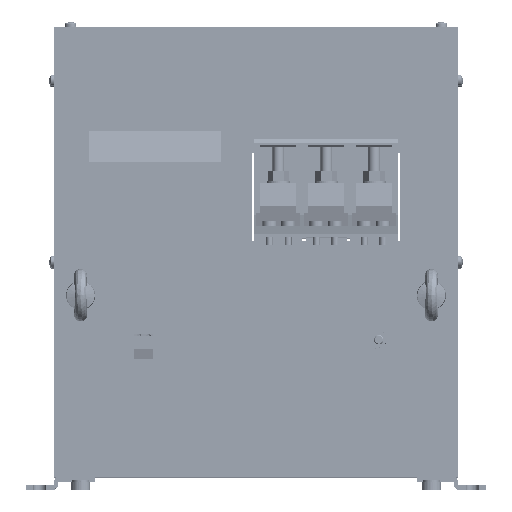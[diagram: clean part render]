
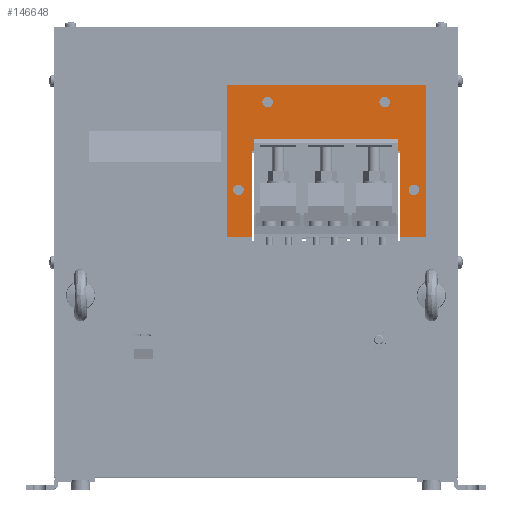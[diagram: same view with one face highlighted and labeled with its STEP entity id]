
A CAD part, top view. The second image highlights one B-rep face of the part: STEP entity #146648.
In plain terms, the highlighted planar face has unit normal (0, 0, 1).
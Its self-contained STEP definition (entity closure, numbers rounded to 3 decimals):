
#1282 = LINE ( 'NONE', #92164, #178679 ) ;
#2082 = LINE ( 'NONE', #147324, #179668 ) ;
#2523 = DIRECTION ( 'NONE',  ( 0., 0., 1. ) ) ;
#3409 = ORIENTED_EDGE ( 'NONE', *, *, #13984, .T. ) ;
#4399 = VERTEX_POINT ( 'NONE', #23816 ) ;
#8446 = DIRECTION ( 'NONE',  ( 0., 1., 0. ) ) ;
#10087 = EDGE_CURVE ( 'NONE', #163008, #116999, #200592, .T. ) ;
#10607 = ORIENTED_EDGE ( 'NONE', *, *, #188380, .F. ) ;
#10968 = VERTEX_POINT ( 'NONE', #86717 ) ;
#13984 = EDGE_CURVE ( 'NONE', #24514, #172635, #37307, .T. ) ;
#14277 = CIRCLE ( 'NONE', #152003, 4.5 ) ;
#14640 = PLANE ( 'NONE',  #105663 ) ;
#17285 = EDGE_LOOP ( 'NONE', ( #89801, #51980 ) ) ;
#19277 = VERTEX_POINT ( 'NONE', #197335 ) ;
#20945 = LINE ( 'NONE', #26961, #33718 ) ;
#21016 = CIRCLE ( 'NONE', #60056, 4.5 ) ;
#22954 = CARTESIAN_POINT ( 'NONE',  ( -15.001, 53.879, 417. ) ) ;
#23075 = ORIENTED_EDGE ( 'NONE', *, *, #77521, .F. ) ;
#23816 = CARTESIAN_POINT ( 'NONE',  ( 139.499, 53.879, 417. ) ) ;
#24249 = LINE ( 'NONE', #125438, #80748 ) ;
#24514 = VERTEX_POINT ( 'NONE', #150483 ) ;
#26961 = CARTESIAN_POINT ( 'NONE',  ( 144.999, 13.879, 417. ) ) ;
#29842 = CARTESIAN_POINT ( 'NONE',  ( -15.001, 53.879, 417. ) ) ;
#31980 = EDGE_CURVE ( 'NONE', #188065, #59356, #21016, .T. ) ;
#32752 = DIRECTION ( 'NONE',  ( 0., 0., 1. ) ) ;
#33718 = VECTOR ( 'NONE', #191521, 1000. ) ;
#34457 = CARTESIAN_POINT ( 'NONE',  ( 109.999, 128.879, 417. ) ) ;
#36601 = DIRECTION ( 'NONE',  ( 0., 0., 1. ) ) ;
#37131 = EDGE_CURVE ( 'NONE', #59356, #188065, #14277, .T. ) ;
#37307 = LINE ( 'NONE', #150563, #57945 ) ;
#37946 = ORIENTED_EDGE ( 'NONE', *, *, #186895, .T. ) ;
#38737 = FACE_BOUND ( 'NONE', #17285, .T. ) ;
#41884 = DIRECTION ( 'NONE',  ( 0., -1., 0. ) ) ;
#42215 = CARTESIAN_POINT ( 'NONE',  ( -25.001, 143.879, 417. ) ) ;
#44954 = ORIENTED_EDGE ( 'NONE', *, *, #126653, .F. ) ;
#47528 = DIRECTION ( 'NONE',  ( -1., 0., 0. ) ) ;
#49332 = CARTESIAN_POINT ( 'NONE',  ( 9.999, 128.879, 417. ) ) ;
#51980 = ORIENTED_EDGE ( 'NONE', *, *, #176387, .F. ) ;
#53331 = CIRCLE ( 'NONE', #149924, 4.5 ) ;
#54852 = CARTESIAN_POINT ( 'NONE',  ( -10.501, 53.879, 417. ) ) ;
#55261 = CARTESIAN_POINT ( 'NONE',  ( 114.499, 128.879, 417. ) ) ;
#55445 = EDGE_LOOP ( 'NONE', ( #128580, #3409, #111944, #137301, #44954, #141198, #23075, #37946 ) ) ;
#57067 = CARTESIAN_POINT ( 'NONE',  ( 130.499, 53.879, 417. ) ) ;
#57945 = VECTOR ( 'NONE', #167129, 1000. ) ;
#59121 = EDGE_LOOP ( 'NONE', ( #189729, #132539 ) ) ;
#59356 = VERTEX_POINT ( 'NONE', #90587 ) ;
#59646 = DIRECTION ( 'NONE',  ( -1., 0., 0. ) ) ;
#60056 = AXIS2_PLACEMENT_3D ( 'NONE', #29842, #176458, #93794 ) ;
#62494 = ORIENTED_EDGE ( 'NONE', *, *, #37131, .F. ) ;
#62596 = CARTESIAN_POINT ( 'NONE',  ( 144.999, 143.879, 417. ) ) ;
#64734 = DIRECTION ( 'NONE',  ( 0., 1., 0. ) ) ;
#66547 = ORIENTED_EDGE ( 'NONE', *, *, #31980, .F. ) ;
#69588 = DIRECTION ( 'NONE',  ( -1., 0., 0. ) ) ;
#70365 = DIRECTION ( 'NONE',  ( -1., 0., 0. ) ) ;
#71659 = DIRECTION ( 'NONE',  ( -1., 0., 0. ) ) ;
#73782 = DIRECTION ( 'NONE',  ( 0., 0., 1. ) ) ;
#75495 = CARTESIAN_POINT ( 'NONE',  ( -25.001, 13.879, 417. ) ) ;
#77521 = EDGE_CURVE ( 'NONE', #10968, #103050, #194896, .T. ) ;
#77831 = EDGE_CURVE ( 'NONE', #24514, #209783, #130260, .T. ) ;
#80748 = VECTOR ( 'NONE', #192282, 1000. ) ;
#82174 = CIRCLE ( 'NONE', #98112, 4.5 ) ;
#84171 = CIRCLE ( 'NONE', #175037, 4.5 ) ;
#85447 = DIRECTION ( 'NONE',  ( 0., 0., 1. ) ) ;
#86717 = CARTESIAN_POINT ( 'NONE',  ( -3.501, 13.879, 417. ) ) ;
#89801 = ORIENTED_EDGE ( 'NONE', *, *, #10087, .F. ) ;
#90404 = EDGE_CURVE ( 'NONE', #4399, #146484, #84171, .T. ) ;
#90587 = CARTESIAN_POINT ( 'NONE',  ( -19.501, 53.879, 417. ) ) ;
#92164 = CARTESIAN_POINT ( 'NONE',  ( 144.999, 143.879, 417. ) ) ;
#92820 = EDGE_LOOP ( 'NONE', ( #10607, #114172 ) ) ;
#93794 = DIRECTION ( 'NONE',  ( -1., 0., 0. ) ) ;
#97084 = CARTESIAN_POINT ( 'NONE',  ( 109.999, 128.879, 417. ) ) ;
#98112 = AXIS2_PLACEMENT_3D ( 'NONE', #34457, #85447, #69588 ) ;
#103050 = VERTEX_POINT ( 'NONE', #75495 ) ;
#105663 = AXIS2_PLACEMENT_3D ( 'NONE', #208759, #146083, #156160 ) ;
#106160 = CARTESIAN_POINT ( 'NONE',  ( 9.999, 128.879, 417. ) ) ;
#111944 = ORIENTED_EDGE ( 'NONE', *, *, #174133, .F. ) ;
#112325 = EDGE_CURVE ( 'NONE', #146484, #4399, #200491, .T. ) ;
#113961 = VERTEX_POINT ( 'NONE', #180859 ) ;
#114172 = ORIENTED_EDGE ( 'NONE', *, *, #198192, .F. ) ;
#116224 = AXIS2_PLACEMENT_3D ( 'NONE', #97084, #145937, #47528 ) ;
#116999 = VERTEX_POINT ( 'NONE', #189387 ) ;
#119844 = CIRCLE ( 'NONE', #116224, 4.5 ) ;
#120997 = FACE_OUTER_BOUND ( 'NONE', #55445, .T. ) ;
#125438 = CARTESIAN_POINT ( 'NONE',  ( 144.999, 143.879, 417. ) ) ;
#126653 = EDGE_CURVE ( 'NONE', #113961, #208900, #24249, .T. ) ;
#128387 = VERTEX_POINT ( 'NONE', #55261 ) ;
#128580 = ORIENTED_EDGE ( 'NONE', *, *, #77831, .F. ) ;
#130260 = LINE ( 'NONE', #187148, #189495 ) ;
#131516 = VECTOR ( 'NONE', #8446, 1000. ) ;
#131899 = DIRECTION ( 'NONE',  ( -1., 0., 0. ) ) ;
#132539 = ORIENTED_EDGE ( 'NONE', *, *, #90404, .F. ) ;
#134187 = DIRECTION ( 'NONE',  ( 0., 0., 1. ) ) ;
#137301 = ORIENTED_EDGE ( 'NONE', *, *, #189017, .F. ) ;
#141198 = ORIENTED_EDGE ( 'NONE', *, *, #155314, .F. ) ;
#143288 = CARTESIAN_POINT ( 'NONE',  ( -3.501, 86.879, 417. ) ) ;
#145937 = DIRECTION ( 'NONE',  ( 0., 0., 1. ) ) ;
#146083 = DIRECTION ( 'NONE',  ( 0., 0., -1. ) ) ;
#146484 = VERTEX_POINT ( 'NONE', #57067 ) ;
#146648 = ADVANCED_FACE ( 'NONE', ( #198187, #38737, #203351, #120997, #175041 ), #14640, .F. ) ;
#147324 = CARTESIAN_POINT ( 'NONE',  ( -3.501, 122.249, 417. ) ) ;
#149924 = AXIS2_PLACEMENT_3D ( 'NONE', #49332, #2523, #131899 ) ;
#150483 = CARTESIAN_POINT ( 'NONE',  ( 123.499, 86.879, 417. ) ) ;
#150563 = CARTESIAN_POINT ( 'NONE',  ( 123.499, 122.249, 417. ) ) ;
#150717 = CARTESIAN_POINT ( 'NONE',  ( 134.999, 53.879, 417. ) ) ;
#152003 = AXIS2_PLACEMENT_3D ( 'NONE', #22954, #36601, #70365 ) ;
#155314 = EDGE_CURVE ( 'NONE', #103050, #113961, #180444, .T. ) ;
#156160 = DIRECTION ( 'NONE',  ( -1., 0., 0. ) ) ;
#158149 = AXIS2_PLACEMENT_3D ( 'NONE', #164287, #32752, #181496 ) ;
#158487 = EDGE_LOOP ( 'NONE', ( #62494, #66547 ) ) ;
#163008 = VERTEX_POINT ( 'NONE', #170361 ) ;
#164287 = CARTESIAN_POINT ( 'NONE',  ( 134.999, 53.879, 417. ) ) ;
#167129 = DIRECTION ( 'NONE',  ( 0., -1., 0. ) ) ;
#168402 = VERTEX_POINT ( 'NONE', #210708 ) ;
#170361 = CARTESIAN_POINT ( 'NONE',  ( 5.499, 128.879, 417. ) ) ;
#172635 = VERTEX_POINT ( 'NONE', #205469 ) ;
#174133 = EDGE_CURVE ( 'NONE', #168402, #172635, #20945, .T. ) ;
#175037 = AXIS2_PLACEMENT_3D ( 'NONE', #150717, #134187, #200359 ) ;
#175041 = FACE_BOUND ( 'NONE', #59121, .T. ) ;
#176387 = EDGE_CURVE ( 'NONE', #116999, #163008, #53331, .T. ) ;
#176458 = DIRECTION ( 'NONE',  ( 0., 0., 1. ) ) ;
#178679 = VECTOR ( 'NONE', #41884, 1000. ) ;
#179257 = AXIS2_PLACEMENT_3D ( 'NONE', #106160, #73782, #71659 ) ;
#179668 = VECTOR ( 'NONE', #64734, 1000. ) ;
#180444 = LINE ( 'NONE', #42215, #131516 ) ;
#180859 = CARTESIAN_POINT ( 'NONE',  ( -25.001, 143.879, 417. ) ) ;
#181496 = DIRECTION ( 'NONE',  ( -1., 0., 0. ) ) ;
#186895 = EDGE_CURVE ( 'NONE', #10968, #209783, #2082, .T. ) ;
#187148 = CARTESIAN_POINT ( 'NONE',  ( 59.999, 86.879, 417. ) ) ;
#188065 = VERTEX_POINT ( 'NONE', #54852 ) ;
#188380 = EDGE_CURVE ( 'NONE', #19277, #128387, #119844, .T. ) ;
#189017 = EDGE_CURVE ( 'NONE', #208900, #168402, #1282, .T. ) ;
#189266 = DIRECTION ( 'NONE',  ( -1., 0., 0. ) ) ;
#189387 = CARTESIAN_POINT ( 'NONE',  ( 14.499, 128.879, 417. ) ) ;
#189495 = VECTOR ( 'NONE', #189266, 1000. ) ;
#189729 = ORIENTED_EDGE ( 'NONE', *, *, #112325, .F. ) ;
#191521 = DIRECTION ( 'NONE',  ( -1., 0., 0. ) ) ;
#192282 = DIRECTION ( 'NONE',  ( 1., 0., 0. ) ) ;
#194896 = LINE ( 'NONE', #208450, #197359 ) ;
#197335 = CARTESIAN_POINT ( 'NONE',  ( 105.499, 128.879, 417. ) ) ;
#197359 = VECTOR ( 'NONE', #59646, 1000. ) ;
#198187 = FACE_BOUND ( 'NONE', #158487, .T. ) ;
#198192 = EDGE_CURVE ( 'NONE', #128387, #19277, #82174, .T. ) ;
#200359 = DIRECTION ( 'NONE',  ( -1., 0., 0. ) ) ;
#200491 = CIRCLE ( 'NONE', #158149, 4.5 ) ;
#200592 = CIRCLE ( 'NONE', #179257, 4.5 ) ;
#203351 = FACE_BOUND ( 'NONE', #92820, .T. ) ;
#205469 = CARTESIAN_POINT ( 'NONE',  ( 123.499, 13.879, 417. ) ) ;
#208450 = CARTESIAN_POINT ( 'NONE',  ( 144.999, 13.879, 417. ) ) ;
#208759 = CARTESIAN_POINT ( 'NONE',  ( 59.999, 78.879, 417. ) ) ;
#208900 = VERTEX_POINT ( 'NONE', #62596 ) ;
#209783 = VERTEX_POINT ( 'NONE', #143288 ) ;
#210708 = CARTESIAN_POINT ( 'NONE',  ( 144.999, 13.879, 417. ) ) ;
